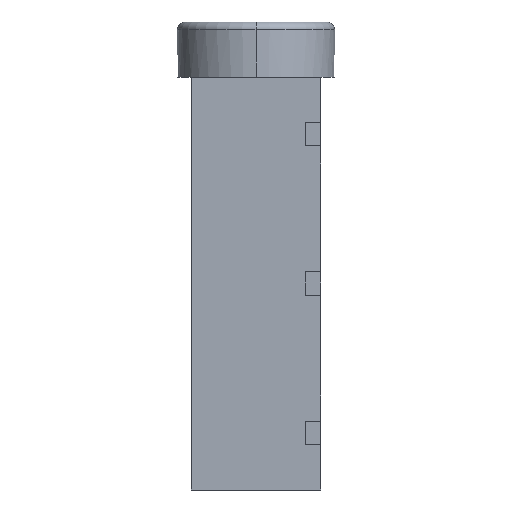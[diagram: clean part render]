
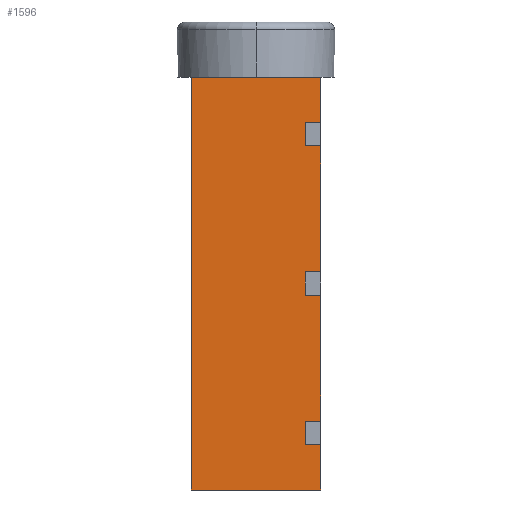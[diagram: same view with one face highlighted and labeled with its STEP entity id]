
A CAD part, left-side view. The second image highlights one B-rep face of the part: STEP entity #1596.
In plain terms, the highlighted planar face has unit normal (-1, 0, 0).
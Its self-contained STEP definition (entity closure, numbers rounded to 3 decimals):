
#13 = CARTESIAN_POINT ( 'NONE',  ( -2.5, 0.4, 0.3 ) ) ;
#23 = VERTEX_POINT ( 'NONE', #665 ) ;
#29 = VERTEX_POINT ( 'NONE', #845 ) ;
#34 = VECTOR ( 'NONE', #1703, 1000. ) ;
#35 = DIRECTION ( 'NONE',  ( 0., -1., 0. ) ) ;
#38 = EDGE_CURVE ( 'NONE', #199, #425, #238, .T. ) ;
#56 = LINE ( 'NONE', #514, #374 ) ;
#59 = DIRECTION ( 'NONE',  ( 1., 0., 0. ) ) ;
#60 = EDGE_CURVE ( 'NONE', #199, #23, #314, .T. ) ;
#74 = DIRECTION ( 'NONE',  ( 0., -1., 0. ) ) ;
#75 = VERTEX_POINT ( 'NONE', #1305 ) ;
#79 = PLANE ( 'NONE',  #1604 ) ;
#94 = ORIENTED_EDGE ( 'NONE', *, *, #259, .T. ) ;
#120 = CARTESIAN_POINT ( 'NONE',  ( -2.5, 0.4, -0.3 ) ) ;
#146 = EDGE_CURVE ( 'NONE', #75, #1641, #56, .T. ) ;
#175 = VECTOR ( 'NONE', #992, 1000. ) ;
#195 = VERTEX_POINT ( 'NONE', #392 ) ;
#199 = VERTEX_POINT ( 'NONE', #1179 ) ;
#212 = DIRECTION ( 'NONE',  ( 0., 0., -1. ) ) ;
#220 = DIRECTION ( 'NONE',  ( 0., 0., 1. ) ) ;
#224 = CARTESIAN_POINT ( 'NONE',  ( -2.5, 0., 5.25 ) ) ;
#226 = DIRECTION ( 'NONE',  ( 0., 0., 1. ) ) ;
#238 = LINE ( 'NONE', #379, #1779 ) ;
#259 = EDGE_CURVE ( 'NONE', #1361, #1426, #1338, .T. ) ;
#260 = ORIENTED_EDGE ( 'NONE', *, *, #1906, .T. ) ;
#263 = ORIENTED_EDGE ( 'NONE', *, *, #1507, .T. ) ;
#265 = DIRECTION ( 'NONE',  ( 0., -1., 0. ) ) ;
#270 = VECTOR ( 'NONE', #1768, 1000. ) ;
#314 = LINE ( 'NONE', #1757, #550 ) ;
#351 = VERTEX_POINT ( 'NONE', #1467 ) ;
#374 = VECTOR ( 'NONE', #74, 1000. ) ;
#379 = CARTESIAN_POINT ( 'NONE',  ( -2.5, 0.4, -4.1 ) ) ;
#384 = DIRECTION ( 'NONE',  ( 0., 0., 1. ) ) ;
#389 = CARTESIAN_POINT ( 'NONE',  ( -2.5, 0.4, 4.1 ) ) ;
#392 = CARTESIAN_POINT ( 'NONE',  ( -2.5, 3.3, 5.25 ) ) ;
#412 = DIRECTION ( 'NONE',  ( 0., 0., 1. ) ) ;
#413 = DIRECTION ( 'NONE',  ( 0., -1., 0. ) ) ;
#415 = VERTEX_POINT ( 'NONE', #120 ) ;
#425 = VERTEX_POINT ( 'NONE', #1333 ) ;
#465 = ORIENTED_EDGE ( 'NONE', *, *, #1661, .T. ) ;
#471 = CARTESIAN_POINT ( 'NONE',  ( -2.5, 0., 5.25 ) ) ;
#475 = ORIENTED_EDGE ( 'NONE', *, *, #1578, .F. ) ;
#503 = CARTESIAN_POINT ( 'NONE',  ( -2.5, 0.4, 4.1 ) ) ;
#507 = EDGE_CURVE ( 'NONE', #1641, #425, #1267, .T. ) ;
#514 = CARTESIAN_POINT ( 'NONE',  ( -2.5, 3.3, -5.25 ) ) ;
#522 = LINE ( 'NONE', #1600, #1978 ) ;
#550 = VECTOR ( 'NONE', #384, 1000. ) ;
#570 = LINE ( 'NONE', #224, #1335 ) ;
#589 = CARTESIAN_POINT ( 'NONE',  ( -2.5, 3.3, 5.25 ) ) ;
#607 = VERTEX_POINT ( 'NONE', #13 ) ;
#620 = EDGE_LOOP ( 'NONE', ( #804, #644, #1558, #921, #953, #1072, #1330, #263, #94, #764, #260, #465, #1685, #1806, #475, #1428 ) ) ;
#644 = ORIENTED_EDGE ( 'NONE', *, *, #38, .F. ) ;
#653 = CARTESIAN_POINT ( 'NONE',  ( -2.5, 3.3, 5.25 ) ) ;
#658 = VECTOR ( 'NONE', #413, 1000. ) ;
#665 = CARTESIAN_POINT ( 'NONE',  ( -2.5, 0.4, -3.5 ) ) ;
#670 = EDGE_CURVE ( 'NONE', #23, #29, #792, .T. ) ;
#740 = DIRECTION ( 'NONE',  ( 0., 0., 1. ) ) ;
#748 = VECTOR ( 'NONE', #35, 1000. ) ;
#764 = ORIENTED_EDGE ( 'NONE', *, *, #1085, .F. ) ;
#792 = LINE ( 'NONE', #825, #270 ) ;
#803 = VECTOR ( 'NONE', #1207, 1000. ) ;
#804 = ORIENTED_EDGE ( 'NONE', *, *, #507, .T. ) ;
#825 = CARTESIAN_POINT ( 'NONE',  ( -2.5, 0.4, -3.5 ) ) ;
#845 = CARTESIAN_POINT ( 'NONE',  ( -2.5, 0., -3.5 ) ) ;
#846 = EDGE_CURVE ( 'NONE', #29, #1006, #1718, .T. ) ;
#859 = VERTEX_POINT ( 'NONE', #471 ) ;
#921 = ORIENTED_EDGE ( 'NONE', *, *, #670, .T. ) ;
#933 = LINE ( 'NONE', #1958, #658 ) ;
#939 = LINE ( 'NONE', #1298, #1425 ) ;
#952 = CARTESIAN_POINT ( 'NONE',  ( -2.5, 0., -0.3 ) ) ;
#953 = ORIENTED_EDGE ( 'NONE', *, *, #846, .T. ) ;
#956 = VECTOR ( 'NONE', #265, 1000. ) ;
#971 = LINE ( 'NONE', #503, #175 ) ;
#992 = DIRECTION ( 'NONE',  ( 0., -1., 0. ) ) ;
#1006 = VERTEX_POINT ( 'NONE', #952 ) ;
#1026 = VECTOR ( 'NONE', #1265, 1000. ) ;
#1065 = VECTOR ( 'NONE', #412, 1000. ) ;
#1072 = ORIENTED_EDGE ( 'NONE', *, *, #1230, .F. ) ;
#1085 = EDGE_CURVE ( 'NONE', #1266, #1426, #522, .T. ) ;
#1177 = CARTESIAN_POINT ( 'NONE',  ( -2.5, 0., 0.3 ) ) ;
#1179 = CARTESIAN_POINT ( 'NONE',  ( -2.5, 0.4, -4.1 ) ) ;
#1197 = CARTESIAN_POINT ( 'NONE',  ( -2.5, 0., 5.25 ) ) ;
#1207 = DIRECTION ( 'NONE',  ( 0., 0., 1. ) ) ;
#1230 = EDGE_CURVE ( 'NONE', #415, #1006, #933, .T. ) ;
#1265 = DIRECTION ( 'NONE',  ( 0., 0., 1. ) ) ;
#1266 = VERTEX_POINT ( 'NONE', #1504 ) ;
#1267 = LINE ( 'NONE', #1362, #1722 ) ;
#1285 = DIRECTION ( 'NONE',  ( 0., -1., 0. ) ) ;
#1298 = CARTESIAN_POINT ( 'NONE',  ( -2.5, 0.4, 0.3 ) ) ;
#1305 = CARTESIAN_POINT ( 'NONE',  ( -2.5, 3.3, -5.25 ) ) ;
#1330 = ORIENTED_EDGE ( 'NONE', *, *, #1860, .T. ) ;
#1333 = CARTESIAN_POINT ( 'NONE',  ( -2.5, 0., -4.1 ) ) ;
#1335 = VECTOR ( 'NONE', #220, 1000. ) ;
#1338 = LINE ( 'NONE', #1826, #803 ) ;
#1361 = VERTEX_POINT ( 'NONE', #1177 ) ;
#1362 = CARTESIAN_POINT ( 'NONE',  ( -2.5, 0., 5.25 ) ) ;
#1369 = EDGE_CURVE ( 'NONE', #195, #859, #1859, .T. ) ;
#1425 = VECTOR ( 'NONE', #226, 1000. ) ;
#1426 = VERTEX_POINT ( 'NONE', #1529 ) ;
#1427 = CARTESIAN_POINT ( 'NONE',  ( -2.5, 3.3, 5.25 ) ) ;
#1428 = ORIENTED_EDGE ( 'NONE', *, *, #146, .T. ) ;
#1443 = DIRECTION ( 'NONE',  ( 0., -1., 0. ) ) ;
#1449 = VERTEX_POINT ( 'NONE', #1552 ) ;
#1467 = CARTESIAN_POINT ( 'NONE',  ( -2.5, 0.4, 4.1 ) ) ;
#1482 = LINE ( 'NONE', #389, #1065 ) ;
#1504 = CARTESIAN_POINT ( 'NONE',  ( -2.5, 0.4, 3.5 ) ) ;
#1507 = EDGE_CURVE ( 'NONE', #607, #1361, #1592, .T. ) ;
#1529 = CARTESIAN_POINT ( 'NONE',  ( -2.5, 0., 3.5 ) ) ;
#1552 = CARTESIAN_POINT ( 'NONE',  ( -2.5, 0., 4.1 ) ) ;
#1558 = ORIENTED_EDGE ( 'NONE', *, *, #60, .T. ) ;
#1575 = CARTESIAN_POINT ( 'NONE',  ( -2.5, 0.4, 0.3 ) ) ;
#1578 = EDGE_CURVE ( 'NONE', #75, #195, #1713, .T. ) ;
#1592 = LINE ( 'NONE', #1575, #748 ) ;
#1596 = ADVANCED_FACE ( 'NONE', ( #1972 ), #79, .F. ) ;
#1600 = CARTESIAN_POINT ( 'NONE',  ( -2.5, 0.4, 3.5 ) ) ;
#1604 = AXIS2_PLACEMENT_3D ( 'NONE', #1427, #59, #212 ) ;
#1613 = CARTESIAN_POINT ( 'NONE',  ( -2.5, 0., -5.25 ) ) ;
#1641 = VERTEX_POINT ( 'NONE', #1613 ) ;
#1653 = EDGE_CURVE ( 'NONE', #1449, #859, #570, .T. ) ;
#1661 = EDGE_CURVE ( 'NONE', #351, #1449, #971, .T. ) ;
#1685 = ORIENTED_EDGE ( 'NONE', *, *, #1653, .T. ) ;
#1703 = DIRECTION ( 'NONE',  ( 0., 0., 1. ) ) ;
#1713 = LINE ( 'NONE', #653, #1026 ) ;
#1718 = LINE ( 'NONE', #1197, #34 ) ;
#1722 = VECTOR ( 'NONE', #740, 1000. ) ;
#1757 = CARTESIAN_POINT ( 'NONE',  ( -2.5, 0.4, -3.5 ) ) ;
#1768 = DIRECTION ( 'NONE',  ( 0., -1., 0. ) ) ;
#1779 = VECTOR ( 'NONE', #1443, 1000. ) ;
#1806 = ORIENTED_EDGE ( 'NONE', *, *, #1369, .F. ) ;
#1826 = CARTESIAN_POINT ( 'NONE',  ( -2.5, 0., 5.25 ) ) ;
#1859 = LINE ( 'NONE', #589, #956 ) ;
#1860 = EDGE_CURVE ( 'NONE', #415, #607, #939, .T. ) ;
#1906 = EDGE_CURVE ( 'NONE', #1266, #351, #1482, .T. ) ;
#1958 = CARTESIAN_POINT ( 'NONE',  ( -2.5, 0.4, -0.3 ) ) ;
#1972 = FACE_OUTER_BOUND ( 'NONE', #620, .T. ) ;
#1978 = VECTOR ( 'NONE', #1285, 1000. ) ;
